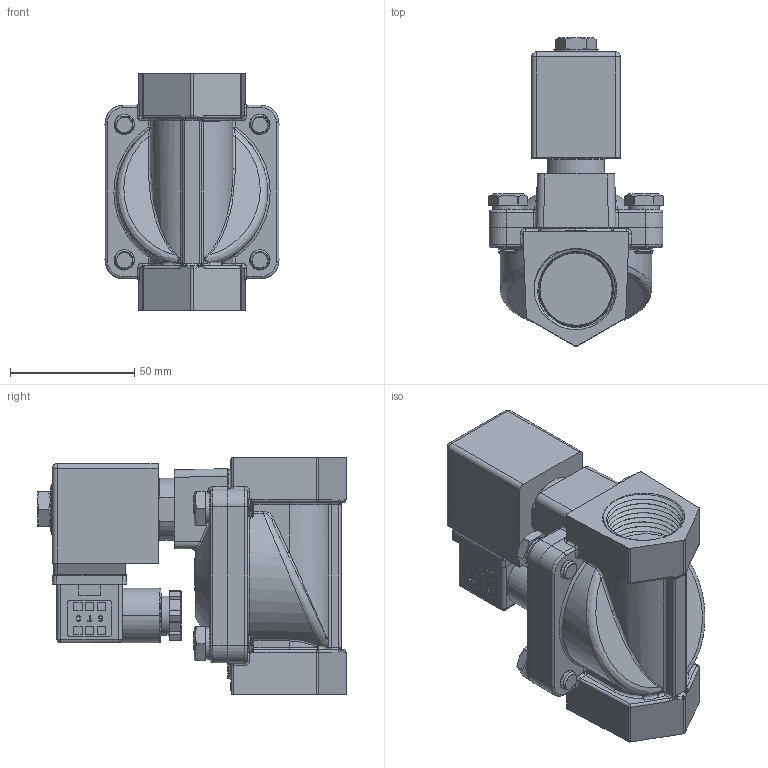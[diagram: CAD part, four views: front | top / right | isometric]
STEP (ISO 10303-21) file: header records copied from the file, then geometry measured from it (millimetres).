
FILE_DESCRIPTION (( 'STEP AP214' ), '1' );
FILE_NAME ('2RSO250-1.STEP', '2018-09-04T16:11:30', ( '' ), ( '' ), 'SwSTEP 2.0', 'SolidWorks 2016', '' );
FILE_SCHEMA (( 'AUTOMOTIVE_DESIGN' ));
Length unit declared in the file: millimetre
Products named in the file (1): 2RSO250-1
Bounding box: 70.37 x 124.35 x 95.5 mm (x, y, z)
Volume: 288696.2 mm3; surface area: 85697.4 mm2
Topology: 22 solids, 22 shells, 2170 faces, 5976 edges, 3898 vertices
Faces by surface type: plane 1063, cylinder 647, bspline 246, cone 108, torus 55, sphere 51
Entity records: 149489 total; most frequent: CARTESIAN_POINT 74014, ORIENTED_EDGE 11890, DIRECTION 8836, EDGE_CURVE 5945, VERTEX_POINT 3896, VECTOR 3476, LINE 3476, AXIS2_PLACEMENT_3D 2680
